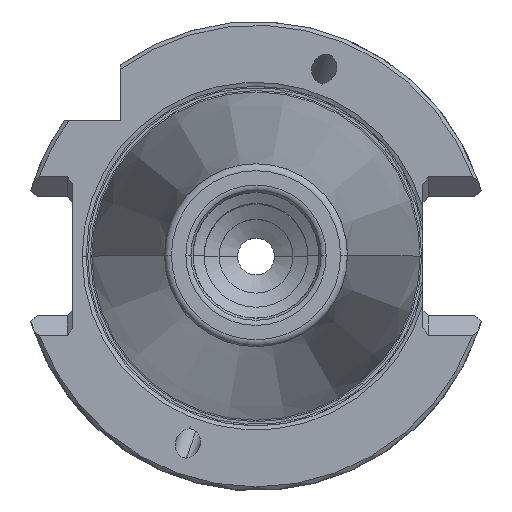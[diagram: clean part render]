
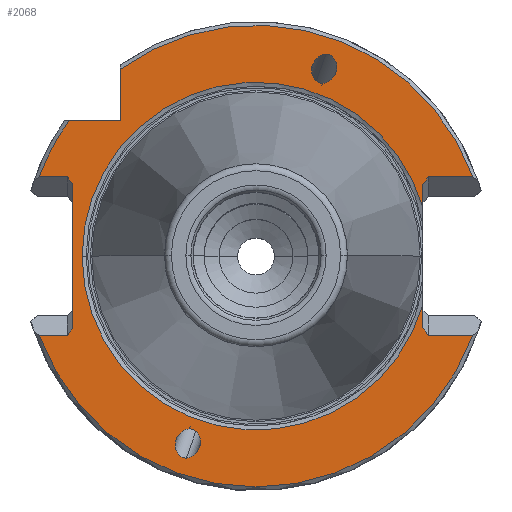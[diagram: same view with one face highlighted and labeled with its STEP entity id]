
A CAD part, top view. The second image highlights one B-rep face of the part: STEP entity #2068.
In plain terms, the highlighted planar face has unit normal (0, 0, 1).
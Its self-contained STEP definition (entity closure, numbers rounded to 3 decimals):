
#1060=VERTEX_POINT('NONE',#3041);
#1124=EDGE_CURVE('NONE',#2014,#1060,#3112,.T.);
#1148=VERTEX_POINT('NONE',#3138);
#1170=EDGE_CURVE('NONE',#1060,#2014,#3161,.T.);
#1290=EDGE_CURVE('NONE',#2466,#2138,#3296,.T.);
#1448=EDGE_CURVE('NONE',#2084,#1148,#3467,.T.);
#1454=EDGE_CURVE('NONE',#2252,#2410,#3474,.T.);
#1468=EDGE_CURVE('NONE',#1960,#2512,#3489,.T.);
#1488=EDGE_CURVE('NONE',#2466,#2408,#3510,.T.);
#1554=VERTEX_POINT('NONE',#3583);
#1624=EDGE_CURVE('NONE',#2252,#2232,#3665,.T.);
#1686=EDGE_CURVE('NONE',#2542,#2084,#3737,.T.);
#1720=EDGE_CURVE('NONE',#2110,#1780,#3776,.T.);
#1738=EDGE_CURVE('NONE',#1986,#2222,#3796,.T.);
#1780=VERTEX_POINT('NONE',#3841);
#1860=EDGE_CURVE('NONE',#2182,#2138,#3934,.T.);
#1882=EDGE_CURVE('NONE',#1554,#1780,#3959,.T.);
#1944=EDGE_CURVE('NONE',#1958,#1148,#4033,.T.);
#1958=VERTEX_POINT('NONE',#4048);
#1960=VERTEX_POINT('NONE',#4050);
#1980=EDGE_CURVE('NONE',#1986,#2110,#4072,.T.);
#1986=VERTEX_POINT('NONE',#4078);
#2014=VERTEX_POINT('NONE',#4112);
#2068=ADVANCED_FACE('NONE',(#4171,#4172,#4173),#4174,.F.);
#2080=EDGE_CURVE('NONE',#2186,#2582,#4188,.T.);
#2084=VERTEX_POINT('NONE',#4193);
#2110=VERTEX_POINT('NONE',#4220);
#2138=VERTEX_POINT('NONE',#4253);
#2182=VERTEX_POINT('NONE',#4300);
#2186=VERTEX_POINT('NONE',#4305);
#2222=VERTEX_POINT('NONE',#4345);
#2232=VERTEX_POINT('NONE',#4355);
#2252=VERTEX_POINT('NONE',#4378);
#2306=EDGE_CURVE('NONE',#2222,#2186,#4437,.T.);
#2318=EDGE_CURVE('NONE',#2232,#2582,#4449,.T.);
#2408=VERTEX_POINT('NONE',#4549);
#2410=VERTEX_POINT('NONE',#4551);
#2466=VERTEX_POINT('NONE',#4611);
#2512=VERTEX_POINT('NONE',#4659);
#2520=EDGE_CURVE('NONE',#2408,#1554,#4669,.T.);
#2542=VERTEX_POINT('NONE',#4694);
#2582=VERTEX_POINT('NONE',#4739);
#2676=EDGE_CURVE('NONE',#1958,#2410,#4844,.T.);
#2766=EDGE_CURVE('NONE',#2512,#1960,#4944,.T.);
#2870=EDGE_CURVE('NONE',#2542,#2182,#5056,.T.);
#3041=CARTESIAN_POINT('',(9.452,27.347,-1.0));
#3112=(B_SPLINE_CURVE(3,(#5376,#5377,#5378,#5379),.UNSPECIFIED.,.F.,.F.)B_SPLINE_CURVE_WITH_KNOTS((4,4),(3.431,6.573),.UNSPECIFIED.)RATIONAL_B_SPLINE_CURVE((1.0,0.333,0.333,1.0))BOUNDED_CURVE()REPRESENTATION_ITEM('')GEOMETRIC_REPRESENTATION_ITEM()CURVE());
#3138=CARTESIAN_POINT('',(-25.55,10.75,-1.));
#3161=(B_SPLINE_CURVE(3,(#5469,#5470,#5471,#5472),.UNSPECIFIED.,.F.,.F.)B_SPLINE_CURVE_WITH_KNOTS((4,4),(0.29,3.431),.UNSPECIFIED.)RATIONAL_B_SPLINE_CURVE((1.0,0.333,0.333,1.0))BOUNDED_CURVE()REPRESENTATION_ITEM('')GEOMETRIC_REPRESENTATION_ITEM()CURVE());
#3296=CIRCLE('',#5680,31.25);
#3467=LINE('',#5951,#5952);
#3474=LINE('',#5966,#5967);
#3489=(B_SPLINE_CURVE(3,(#5988,#5989,#5990,#5991),.UNSPECIFIED.,.F.,.F.)B_SPLINE_CURVE_WITH_KNOTS((4,4),(0.29,3.431),.UNSPECIFIED.)RATIONAL_B_SPLINE_CURVE((1.0,0.333,0.333,1.0))BOUNDED_CURVE()REPRESENTATION_ITEM('')GEOMETRIC_REPRESENTATION_ITEM()CURVE());
#3510=LINE('',#6026,#6027);
#3583=CARTESIAN_POINT('',(22.6,9.689,-1.));
#3665=LINE('',#6267,#6268);
#3737=CIRCLE('',#6362,31.25);
#3776=CIRCLE('',#6410,23.536);
#3796=LINE('',#6469,#6470);
#3841=CARTESIAN_POINT('',(22.6,6.57,-1.0));
#3934=LINE('',#6697,#6698);
#3959=LINE('',#6756,#6757);
#4033=LINE('',#6847,#6848);
#4048=CARTESIAN_POINT('',(-24.8,9.689,-1.));
#4050=CARTESIAN_POINT('',(-9.452,-27.347,-1.0));
#4072=CIRCLE('',#6900,23.536);
#4078=CARTESIAN_POINT('',(22.6,-6.57,-1.));
#4112=CARTESIAN_POINT('',(9.017,23.397,-1.0));
#4171=FACE_OUTER_BOUND('',#7041,.T.);
#4172=FACE_BOUND('',#7042,.T.);
#4173=FACE_BOUND('',#7043,.T.);
#4174=PLANE('',#7044);
#4188=LINE('',#7064,#7065);
#4193=CARTESIAN_POINT('',(-29.343,10.75,-1.));
#4220=CARTESIAN_POINT('',(-23.536,0.,-1.));
#4253=CARTESIAN_POINT('',(-18.35,25.295,-1.0));
#4300=CARTESIAN_POINT('',(-18.35,18.35,-1.0));
#4305=CARTESIAN_POINT('',(23.35,-10.75,-1.));
#4345=CARTESIAN_POINT('',(22.6,-9.689,-1.0));
#4355=CARTESIAN_POINT('',(-29.343,-10.75,-1.));
#4378=CARTESIAN_POINT('',(-25.55,-10.75,-1.));
#4437=LINE('',#7470,#7471);
#4449=CIRCLE('',#7504,31.25);
#4549=CARTESIAN_POINT('',(23.35,10.75,-1.));
#4551=CARTESIAN_POINT('',(-24.8,-9.689,-1.));
#4611=CARTESIAN_POINT('',(29.343,10.75,-1.));
#4659=CARTESIAN_POINT('',(-9.017,-23.397,-1.0));
#4669=LINE('',#7924,#7925);
#4694=CARTESIAN_POINT('',(-25.295,18.35,-1.0));
#4739=CARTESIAN_POINT('',(29.343,-10.75,-1.));
#4844=LINE('',#8186,#8187);
#4944=(B_SPLINE_CURVE(3,(#8349,#8350,#8351,#8352),.UNSPECIFIED.,.F.,.F.)B_SPLINE_CURVE_WITH_KNOTS((4,4),(3.431,6.573),.UNSPECIFIED.)RATIONAL_B_SPLINE_CURVE((1.0,0.333,0.333,1.0))BOUNDED_CURVE()REPRESENTATION_ITEM('')GEOMETRIC_REPRESENTATION_ITEM()CURVE());
#5056=LINE('',#8525,#8526);
#5376=CARTESIAN_POINT('',(9.017,23.397,-1.0));
#5377=CARTESIAN_POINT('',(12.383,23.397,-1.0));
#5378=CARTESIAN_POINT('',(12.817,27.347,-1.0));
#5379=CARTESIAN_POINT('',(9.452,27.347,-1.0));
#5469=CARTESIAN_POINT('',(9.452,27.347,-1.0));
#5470=CARTESIAN_POINT('',(6.086,27.347,-1.0));
#5471=CARTESIAN_POINT('',(5.652,23.397,-1.0));
#5472=CARTESIAN_POINT('',(9.017,23.397,-1.0));
#5680=AXIS2_PLACEMENT_3D('',#9057,#9058,#9059);
#5951=CARTESIAN_POINT('',(-61.2,10.75,-1.));
#5952=VECTOR('',#9233,1000.0);
#5966=CARTESIAN_POINT('',(-18.12,-0.243,-1.));
#5967=VECTOR('',#9242,1000.0);
#5988=CARTESIAN_POINT('',(-9.452,-27.347,-1.0));
#5989=CARTESIAN_POINT('',(-6.086,-27.347,-1.0));
#5990=CARTESIAN_POINT('',(-5.652,-23.397,-1.0));
#5991=CARTESIAN_POINT('',(-9.017,-23.397,-1.0));
#6026=CARTESIAN_POINT('',(124.8,10.75,-1.));
#6027=VECTOR('',#9271,1000.0);
#6267=CARTESIAN_POINT('',(-61.2,-10.75,-1.));
#6268=VECTOR('',#9464,1000.0);
#6362=AXIS2_PLACEMENT_3D('',#9574,#9575,#9576);
#6410=AXIS2_PLACEMENT_3D('',#9626,#9627,#9628);
#6469=CARTESIAN_POINT('',(22.6,0.,-1.0));
#6470=VECTOR('',#9653,1000.0);
#6697=CARTESIAN_POINT('',(-18.35,18.35,-1.0));
#6698=VECTOR('',#9818,1000.0);
#6756=CARTESIAN_POINT('',(22.6,0.,-1.0));
#6757=VECTOR('',#9865,1000.0);
#6847=CARTESIAN_POINT('',(-18.12,0.243,-1.));
#6848=VECTOR('',#9995,1000.0);
#6900=AXIS2_PLACEMENT_3D('',#10043,#10044,#10045);
#7041=EDGE_LOOP('',(#10161,#10162,#10163,#10164,#10165,#10166,#10167,#10168,#10169,#10170,#10171,#10172,#10173,#10174,#10175,#10176,#10177,#10178));
#7042=EDGE_LOOP('',(#10179,#10180));
#7043=EDGE_LOOP('',(#10181,#10182));
#7044=AXIS2_PLACEMENT_3D('',#10183,#10184,#10185);
#7064=CARTESIAN_POINT('',(124.8,-10.75,-1.));
#7065=VECTOR('',#10207,1000.0);
#7470=CARTESIAN_POINT('',(22.077,-8.95,-1.));
#7471=VECTOR('',#10470,1000.0);
#7504=AXIS2_PLACEMENT_3D('',#10476,#10477,#10478);
#7924=CARTESIAN_POINT('',(22.077,8.95,-1.));
#7925=VECTOR('',#10707,1000.0);
#8186=CARTESIAN_POINT('',(-24.8,0.,-1.0));
#8187=VECTOR('',#10902,1000.0);
#8349=CARTESIAN_POINT('',(-9.017,-23.397,-1.0));
#8350=CARTESIAN_POINT('',(-12.383,-23.397,-1.0));
#8351=CARTESIAN_POINT('',(-12.817,-27.347,-1.0));
#8352=CARTESIAN_POINT('',(-9.452,-27.347,-1.0));
#8525=CARTESIAN_POINT('',(-38.35,18.35,-1.0));
#8526=VECTOR('',#11123,1000.0);
#9057=CARTESIAN_POINT('',(0.0,0.0,-1.));
#9058=DIRECTION('',(0.0,-0.0,1.0));
#9059=DIRECTION('',(1.0,0.,0.0));
#9233=DIRECTION('',(1.0,0.,0.0));
#9242=DIRECTION('',(0.577,0.816,0.0));
#9271=DIRECTION('',(-1.0,0.,0.0));
#9464=DIRECTION('',(-1.0,0.,0.0));
#9574=CARTESIAN_POINT('',(0.0,0.0,-1.));
#9575=DIRECTION('',(0.0,-0.0,1.0));
#9576=DIRECTION('',(1.0,0.,0.0));
#9626=CARTESIAN_POINT('',(0.0,0.0,-1.));
#9627=DIRECTION('',(0.0,0.0,-1.0));
#9628=DIRECTION('',(1.0,0.,0.0));
#9653=DIRECTION('',(0.,-1.0,-0.0));
#9818=DIRECTION('',(0.,1.0,0.0));
#9865=DIRECTION('',(0.,-1.0,-0.0));
#9995=DIRECTION('',(-0.577,0.816,0.0));
#10043=CARTESIAN_POINT('',(0.0,0.0,-1.));
#10044=DIRECTION('',(0.0,0.0,-1.0));
#10045=DIRECTION('',(1.0,0.,0.0));
#10161=ORIENTED_EDGE('',*,*,#2870,.F.);
#10162=ORIENTED_EDGE('',*,*,#1686,.T.);
#10163=ORIENTED_EDGE('',*,*,#1448,.T.);
#10164=ORIENTED_EDGE('',*,*,#1944,.F.);
#10165=ORIENTED_EDGE('',*,*,#2676,.T.);
#10166=ORIENTED_EDGE('',*,*,#1454,.F.);
#10167=ORIENTED_EDGE('',*,*,#1624,.T.);
#10168=ORIENTED_EDGE('',*,*,#2318,.T.);
#10169=ORIENTED_EDGE('',*,*,#2080,.F.);
#10170=ORIENTED_EDGE('',*,*,#2306,.F.);
#10171=ORIENTED_EDGE('',*,*,#1738,.F.);
#10172=ORIENTED_EDGE('',*,*,#1980,.T.);
#10173=ORIENTED_EDGE('',*,*,#1720,.T.);
#10174=ORIENTED_EDGE('',*,*,#1882,.F.);
#10175=ORIENTED_EDGE('',*,*,#2520,.F.);
#10176=ORIENTED_EDGE('',*,*,#1488,.F.);
#10177=ORIENTED_EDGE('',*,*,#1290,.T.);
#10178=ORIENTED_EDGE('',*,*,#1860,.F.);
#10179=ORIENTED_EDGE('',*,*,#1124,.F.);
#10180=ORIENTED_EDGE('',*,*,#1170,.F.);
#10181=ORIENTED_EDGE('',*,*,#2766,.F.);
#10182=ORIENTED_EDGE('',*,*,#1468,.F.);
#10183=CARTESIAN_POINT('',(0.,-32.5,-1.));
#10184=DIRECTION('',(0.0,0.0,-1.0));
#10185=DIRECTION('',(-1.0,0.0,0.0));
#10207=DIRECTION('',(1.0,0.,0.0));
#10470=DIRECTION('',(0.577,-0.816,0.0));
#10476=CARTESIAN_POINT('',(0.0,0.0,-1.));
#10477=DIRECTION('',(0.0,-0.0,1.0));
#10478=DIRECTION('',(1.0,0.,0.0));
#10707=DIRECTION('',(-0.577,-0.816,0.0));
#10902=DIRECTION('',(0.,-1.0,-0.0));
#11123=DIRECTION('',(1.0,0.,0.0));
